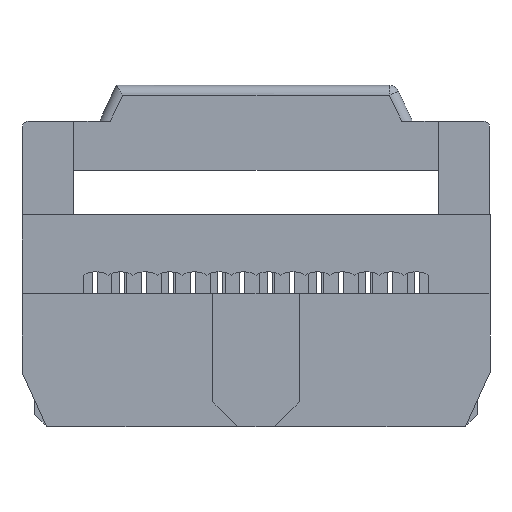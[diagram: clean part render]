
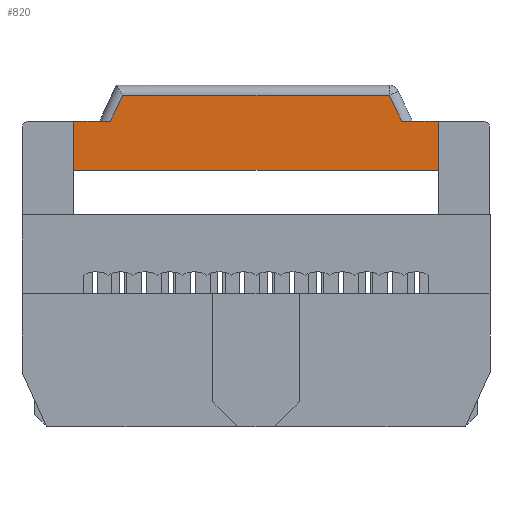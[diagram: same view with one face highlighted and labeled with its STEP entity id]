
A CAD part, front view. The second image highlights one B-rep face of the part: STEP entity #820.
In plain terms, the highlighted planar face has unit normal (0, -1, 0).
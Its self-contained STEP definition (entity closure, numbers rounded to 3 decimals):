
#820 = ADVANCED_FACE( '', ( #1872 ), #1873, .F. );
#1872 = FACE_OUTER_BOUND( '', #3253, .T. );
#1873 = PLANE( '', #3254 );
#3253 = EDGE_LOOP( '', ( #5077, #5078, #5079, #5080, #5081, #5082, #5083, #5084 ) );
#3254 = AXIS2_PLACEMENT_3D( '', #5085, #5086, #5087 );
#5077 = ORIENTED_EDGE( '', *, *, #9074, .T. );
#5078 = ORIENTED_EDGE( '', *, *, #9075, .T. );
#5079 = ORIENTED_EDGE( '', *, *, #9076, .F. );
#5080 = ORIENTED_EDGE( '', *, *, #9077, .T. );
#5081 = ORIENTED_EDGE( '', *, *, #8862, .T. );
#5082 = ORIENTED_EDGE( '', *, *, #9078, .T. );
#5083 = ORIENTED_EDGE( '', *, *, #9079, .T. );
#5084 = ORIENTED_EDGE( '', *, *, #9080, .T. );
#5085 = CARTESIAN_POINT( '', ( 7.4, -1.75, -17.926 ) );
#5086 = DIRECTION( '', ( 0., 1., 0. ) );
#5087 = DIRECTION( '', ( -1., 0., 0. ) );
#8862 = EDGE_CURVE( '', #10703, #10715, #10717, .T. );
#9074 = EDGE_CURVE( '', #11072, #11073, #11074, .T. );
#9075 = EDGE_CURVE( '', #11073, #11075, #11076, .T. );
#9076 = EDGE_CURVE( '', #11077, #11075, #11078, .T. );
#9077 = EDGE_CURVE( '', #11077, #10703, #11079, .T. );
#9078 = EDGE_CURVE( '', #10715, #11080, #11081, .T. );
#9079 = EDGE_CURVE( '', #11080, #11082, #11083, .T. );
#9080 = EDGE_CURVE( '', #11082, #11072, #11084, .T. );
#10703 = VERTEX_POINT( '', #13336 );
#10715 = VERTEX_POINT( '', #13354 );
#10717 = LINE( '', #13357, #13358 );
#11072 = VERTEX_POINT( '', #13870 );
#11073 = VERTEX_POINT( '', #13871 );
#11074 = LINE( '', #13872, #13873 );
#11075 = VERTEX_POINT( '', #13874 );
#11076 = LINE( '', #13875, #13876 );
#11077 = VERTEX_POINT( '', #13877 );
#11078 = LINE( '', #13878, #13879 );
#11079 = LINE( '', #13880, #13881 );
#11080 = VERTEX_POINT( '', #13882 );
#11081 = LINE( '', #13883, #13884 );
#11082 = VERTEX_POINT( '', #13885 );
#11083 = LINE( '', #13886, #13887 );
#11084 = LINE( '', #13888, #13889 );
#13336 = CARTESIAN_POINT( '', ( 7.4, -1.75, -0.1 ) );
#13354 = CARTESIAN_POINT( '', ( 7.4, -1.75, 1.9 ) );
#13357 = CARTESIAN_POINT( '', ( 7.4, -1.75, -17.926 ) );
#13358 = VECTOR( '', #16659, 1000. );
#13870 = CARTESIAN_POINT( '', ( -5.419, -1.75, 2.95 ) );
#13871 = CARTESIAN_POINT( '', ( -5.909, -1.75, 1.9 ) );
#13872 = CARTESIAN_POINT( '', ( -11.126, -1.75, -9.288 ) );
#13873 = VECTOR( '', #16853, 1000. );
#13874 = CARTESIAN_POINT( '', ( -7.4, -1.75, 1.9 ) );
#13875 = CARTESIAN_POINT( '', ( 7.4, -1.75, 1.9 ) );
#13876 = VECTOR( '', #16854, 1000. );
#13877 = CARTESIAN_POINT( '', ( -7.4, -1.75, -0.1 ) );
#13878 = CARTESIAN_POINT( '', ( -7.4, -1.75, -17.926 ) );
#13879 = VECTOR( '', #16855, 1000. );
#13880 = CARTESIAN_POINT( '', ( -7.4, -1.75, -0.1 ) );
#13881 = VECTOR( '', #16856, 1000. );
#13882 = CARTESIAN_POINT( '', ( 5.909, -1.75, 1.9 ) );
#13883 = CARTESIAN_POINT( '', ( 7.4, -1.75, 1.9 ) );
#13884 = VECTOR( '', #16857, 1000. );
#13885 = CARTESIAN_POINT( '', ( 5.419, -1.75, 2.95 ) );
#13886 = CARTESIAN_POINT( '', ( 13.769, -1.75, -14.956 ) );
#13887 = VECTOR( '', #16858, 1000. );
#13888 = CARTESIAN_POINT( '', ( 7.4, -1.75, 2.95 ) );
#13889 = VECTOR( '', #16859, 1000. );
#16659 = DIRECTION( '', ( 0., 0., 1. ) );
#16853 = DIRECTION( '', ( -0.423, 0., -0.906 ) );
#16854 = DIRECTION( '', ( -1., 0., 0. ) );
#16855 = DIRECTION( '', ( 0., 0., 1. ) );
#16856 = DIRECTION( '', ( 1., 0., 0. ) );
#16857 = DIRECTION( '', ( -1., 0., 0. ) );
#16858 = DIRECTION( '', ( -0.423, 0., 0.906 ) );
#16859 = DIRECTION( '', ( -1., 0., 0. ) );
